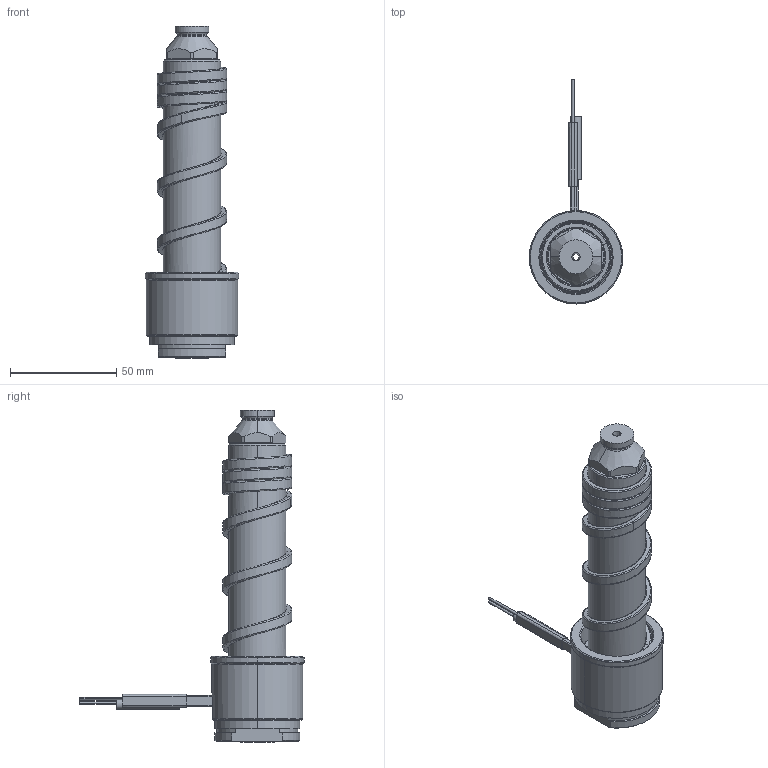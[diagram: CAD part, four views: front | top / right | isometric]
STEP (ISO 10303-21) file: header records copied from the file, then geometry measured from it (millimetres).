
FILE_DESCRIPTION((''),'2;1');
FILE_NAME('EL-156-APO-N','2014-02-17T',('Íàòàëüÿ'),('IMID'),'PRO/ENGINEER BY PARAMETRIC TECHNOLOGY CORPORATION, 2010480','PRO/ENGINEER BY PARAMETRIC TECHNOLOGY CORPORATION, 2010480','');
FILE_SCHEMA(('CONFIG_CONTROL_DESIGN'));
Length unit declared in the file: millimetre
Products named in the file (1): EL-156-APO-N
Bounding box: 44 x 105.5 x 156.3 mm (x, y, z)
Volume: 109491.9 mm3; surface area: 40293 mm2
Topology: 1 solids, 8 shells, 299 faces, 750 edges, 446 vertices
Faces by surface type: cylinder 99, bspline 54, cone 52, plane 49, torus 26, revolution 9, extrusion 8, sphere 2
Entity records: 16830 total; most frequent: CARTESIAN_POINT 10026, ORIENTED_EDGE 1460, DIRECTION 1317, EDGE_CURVE 742, AXIS2_PLACEMENT_3D 520, VERTEX_POINT 446, EDGE_LOOP 320, FACE_OUTER_BOUND 299
